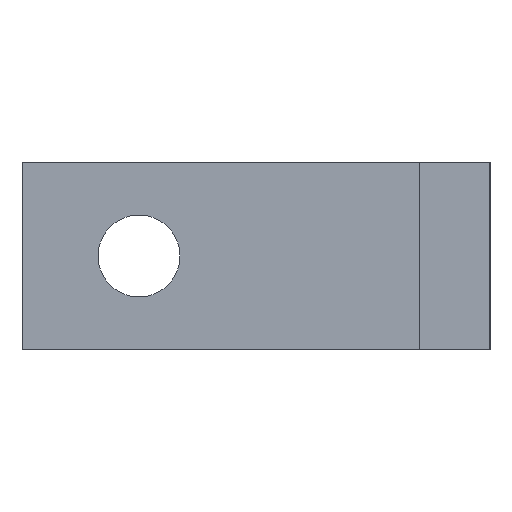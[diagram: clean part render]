
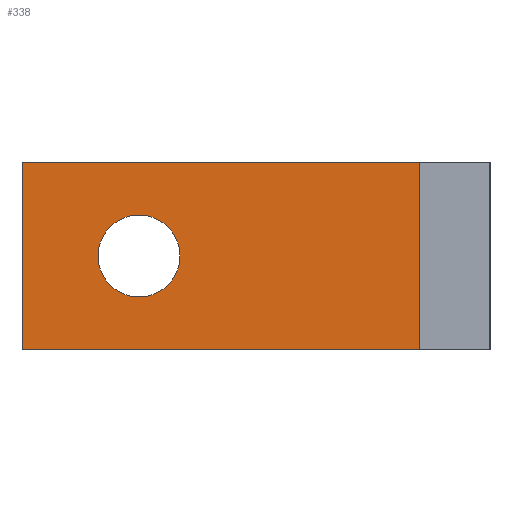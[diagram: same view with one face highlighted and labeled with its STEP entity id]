
A CAD part, front view. The second image highlights one B-rep face of the part: STEP entity #338.
In plain terms, the highlighted planar face has unit normal (0, -1, 0).
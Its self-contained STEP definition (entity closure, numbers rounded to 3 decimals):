
#15=FACE_BOUND('',#64,.T.);
#29=PLANE('',#375);
#46=FACE_OUTER_BOUND('',#63,.T.);
#63=EDGE_LOOP('',(#278,#279,#280,#281));
#64=EDGE_LOOP('',(#282));
#102=LINE('',#537,#141);
#103=LINE('',#540,#142);
#104=LINE('',#542,#143);
#105=LINE('',#543,#144);
#141=VECTOR('',#444,10.);
#142=VECTOR('',#447,10.);
#143=VECTOR('',#448,10.);
#144=VECTOR('',#449,10.);
#154=CIRCLE('',#360,1.75);
#160=VERTEX_POINT('',#472);
#181=VERTEX_POINT('',#533);
#182=VERTEX_POINT('',#535);
#183=VERTEX_POINT('',#539);
#184=VERTEX_POINT('',#541);
#191=EDGE_CURVE('',#160,#160,#154,.T.);
#222=EDGE_CURVE('',#181,#182,#102,.T.);
#223=EDGE_CURVE('',#183,#181,#103,.T.);
#224=EDGE_CURVE('',#184,#182,#104,.T.);
#225=EDGE_CURVE('',#183,#184,#105,.T.);
#278=ORIENTED_EDGE('',*,*,#223,.T.);
#279=ORIENTED_EDGE('',*,*,#222,.T.);
#280=ORIENTED_EDGE('',*,*,#224,.F.);
#281=ORIENTED_EDGE('',*,*,#225,.F.);
#282=ORIENTED_EDGE('',*,*,#191,.T.);
#338=ADVANCED_FACE('',(#46,#15),#29,.T.);
#360=AXIS2_PLACEMENT_3D('',#474,#388,#389);
#375=AXIS2_PLACEMENT_3D('',#538,#445,#446);
#388=DIRECTION('center_axis',(0.,1.,0.));
#389=DIRECTION('ref_axis',(-1.,0.,0.));
#444=DIRECTION('',(0.,0.,1.));
#445=DIRECTION('center_axis',(0.,-1.,0.));
#446=DIRECTION('ref_axis',(1.,0.,0.));
#447=DIRECTION('',(1.,0.,0.));
#448=DIRECTION('',(1.,0.,0.));
#449=DIRECTION('',(0.,0.,1.));
#472=CARTESIAN_POINT('',(6.75,0.,4.));
#474=CARTESIAN_POINT('Origin',(5.,0.,4.));
#533=CARTESIAN_POINT('',(17.,0.,0.));
#535=CARTESIAN_POINT('',(17.,0.,8.));
#537=CARTESIAN_POINT('',(17.,0.,0.));
#538=CARTESIAN_POINT('Origin',(0.,0.,0.));
#539=CARTESIAN_POINT('',(0.,0.,0.));
#540=CARTESIAN_POINT('',(0.,0.,0.));
#541=CARTESIAN_POINT('',(0.,0.,8.));
#542=CARTESIAN_POINT('',(0.,0.,8.));
#543=CARTESIAN_POINT('',(0.,0.,0.));
